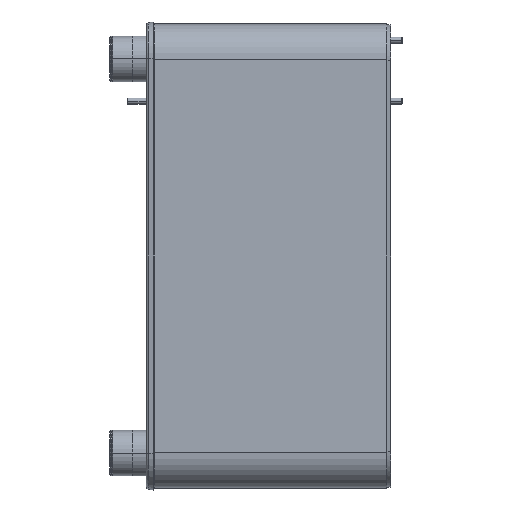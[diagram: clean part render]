
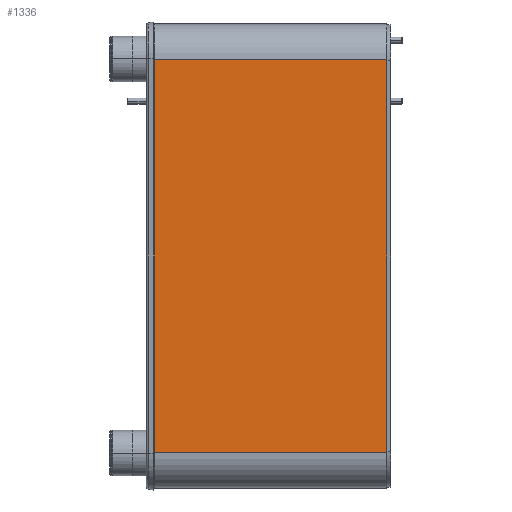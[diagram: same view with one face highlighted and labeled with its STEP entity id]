
A CAD part, left-side view. The second image highlights one B-rep face of the part: STEP entity #1336.
In plain terms, the highlighted planar face has unit normal (-1, 0, 0).
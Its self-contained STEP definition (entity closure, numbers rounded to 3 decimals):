
#203=DIRECTION('',(0.,0.,1.));
#204=VECTOR('',#203,517.);
#205=CARTESIAN_POINT('',(-92.,306.378,-258.5));
#206=LINE('',#205,#204);
#207=DIRECTION('',(0.,1.,0.));
#208=VECTOR('',#207,306.378);
#209=CARTESIAN_POINT('',(-92.,0.,-258.5));
#210=LINE('',#209,#208);
#216=DIRECTION('',(0.,1.,0.));
#217=VECTOR('',#216,306.378);
#218=CARTESIAN_POINT('',(-92.,0.,258.5));
#219=LINE('',#218,#217);
#259=DIRECTION('',(0.,0.,1.));
#260=VECTOR('',#259,517.);
#261=CARTESIAN_POINT('',(-92.,0.,-258.5));
#262=LINE('',#261,#260);
#815=CARTESIAN_POINT('',(-92.,0.,-258.5));
#817=VERTEX_POINT('',#815);
#818=CARTESIAN_POINT('',(-92.,0.,258.5));
#819=VERTEX_POINT('',#818);
#831=CARTESIAN_POINT('',(-92.,306.378,-258.5));
#833=VERTEX_POINT('',#831);
#834=CARTESIAN_POINT('',(-92.,306.378,258.5));
#835=VERTEX_POINT('',#834);
#1323=CARTESIAN_POINT('',(-92.,0.,-258.5));
#1324=DIRECTION('',(-1.,0.,0.));
#1325=DIRECTION('',(0.,0.,1.));
#1326=AXIS2_PLACEMENT_3D('',#1323,#1324,#1325);
#1327=PLANE('',#1326);
#1328=ORIENTED_EDGE('',*,*,#1205,.T.);
#1330=ORIENTED_EDGE('',*,*,#1329,.F.);
#1332=ORIENTED_EDGE('',*,*,#1331,.F.);
#1333=ORIENTED_EDGE('',*,*,#1315,.T.);
#1334=EDGE_LOOP('',(#1328,#1330,#1332,#1333));
#1335=FACE_OUTER_BOUND('',#1334,.F.);
#1336=ADVANCED_FACE('',(#1335),#1327,.T.);
#1205=EDGE_CURVE('',#833,#835,#206,.T.);
#1315=EDGE_CURVE('',#817,#833,#210,.T.);
#1329=EDGE_CURVE('',#819,#835,#219,.T.);
#1331=EDGE_CURVE('',#817,#819,#262,.T.);
